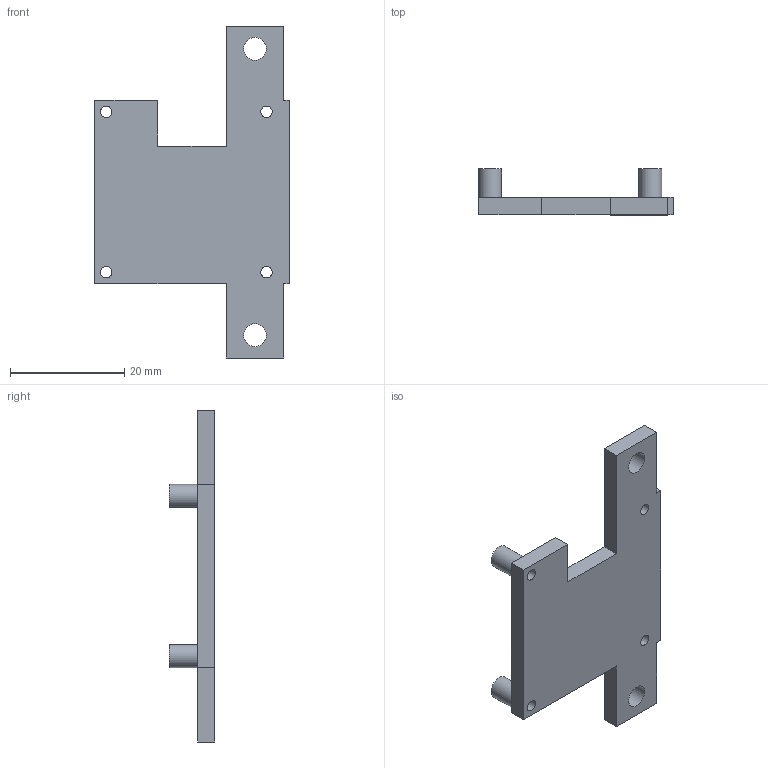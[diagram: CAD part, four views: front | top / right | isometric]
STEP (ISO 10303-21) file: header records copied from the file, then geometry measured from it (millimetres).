
FILE_DESCRIPTION(/* description */ (''),/* implementation_level */ '2;1');
FILE_NAME(/* name */ 'XY_camera_holder2.step',/* time_stamp */ '2023-03-16T20:36:55+01:00',/* author */ (''),/* organization */ (''),/* preprocessor_version */ 'ST-DEVELOPER v19.2',/* originating_system */ 'Autodesk Translation Framework v11.17.0.187',/* authorisation */ '');
FILE_SCHEMA (('AUTOMOTIVE_DESIGN { 1 0 10303 214 3 1 1 }'));
Length unit declared in the file: millimetre
Products named in the file (1): holder
Bounding box: 34 x 8 x 58 mm (x, y, z)
Volume: 3831.4 mm3; surface area: 3556.4 mm2
Topology: 1 solids, 1 shells, 32 faces, 80 edges, 52 vertices
Faces by surface type: plane 22, cylinder 10
Full cylindrical faces by diameter (mm): 2 x4, 4 x6
Entity records: 1013 total; most frequent: DIRECTION 170, CARTESIAN_POINT 165, ORIENTED_EDGE 160, EDGE_CURVE 80, AXIS2_PLACEMENT_3D 57, LINE 56, VECTOR 56, VERTEX_POINT 52
